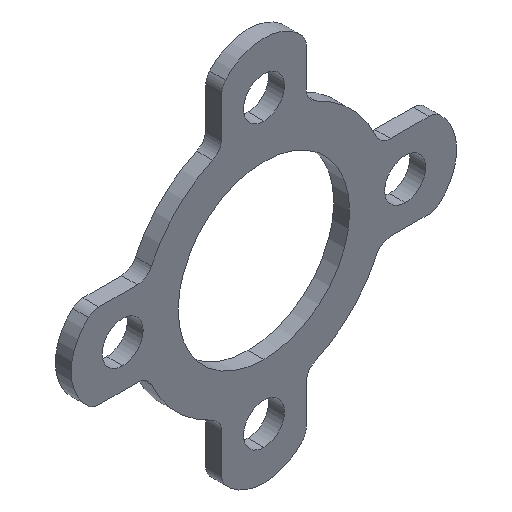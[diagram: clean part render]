
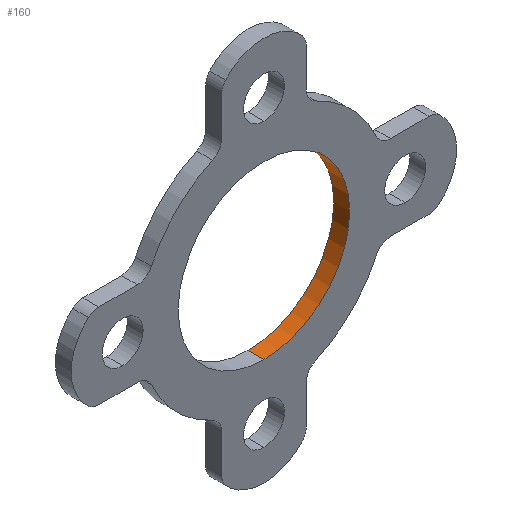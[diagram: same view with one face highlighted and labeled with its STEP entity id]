
A CAD part, isometric view. The second image highlights one B-rep face of the part: STEP entity #160.
In plain terms, the highlighted cylindrical face has radius 8.8 mm (diameter 17.6 mm), a partial arc.
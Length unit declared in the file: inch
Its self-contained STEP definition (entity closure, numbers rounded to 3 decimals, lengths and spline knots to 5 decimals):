
#50 = ORIENTED_EDGE ( 'NONE', *, *, #1065, .T. ) ;
#85 = CARTESIAN_POINT ( 'NONE',  ( 0., 0.0641, 0.34646 ) ) ;
#160 = ADVANCED_FACE ( 'NONE', ( #469 ), #749, .F. ) ;
#190 = CARTESIAN_POINT ( 'NONE',  ( 0., 0., 0. ) ) ;
#239 = AXIS2_PLACEMENT_3D ( 'NONE', #459, #471, #476 ) ;
#245 = VECTOR ( 'NONE', #786, 39.37008 ) ;
#254 = EDGE_CURVE ( 'NONE', #973, #1201, #1362, .T. ) ;
#274 = ORIENTED_EDGE ( 'NONE', *, *, #462, .T. ) ;
#275 = AXIS2_PLACEMENT_3D ( 'NONE', #190, #1190, #690 ) ;
#279 = EDGE_LOOP ( 'NONE', ( #297, #50, #274, #1489 ) ) ;
#297 = ORIENTED_EDGE ( 'NONE', *, *, #1377, .F. ) ;
#451 = VERTEX_POINT ( 'NONE', #85 ) ;
#459 = CARTESIAN_POINT ( 'NONE',  ( 0., 0.0641, 0. ) ) ;
#462 = EDGE_CURVE ( 'NONE', #1262, #1201, #1539, .T. ) ;
#469 = FACE_OUTER_BOUND ( 'NONE', #279, .T. ) ;
#471 = DIRECTION ( 'NONE',  ( 0., 1., 0. ) ) ;
#472 = DIRECTION ( 'NONE',  ( 0., -1., 0. ) ) ;
#476 = DIRECTION ( 'NONE',  ( 0., 0., 1. ) ) ;
#669 = CARTESIAN_POINT ( 'NONE',  ( 0., 0.0641, 0.34646 ) ) ;
#682 = CIRCLE ( 'NONE', #239, 0.34646 ) ;
#690 = DIRECTION ( 'NONE',  ( 0., 0., 1. ) ) ;
#749 = CYLINDRICAL_SURFACE ( 'NONE', #1187, 0.34646 ) ;
#786 = DIRECTION ( 'NONE',  ( 0., -1., 0. ) ) ;
#973 = VERTEX_POINT ( 'NONE', #1067 ) ;
#980 = CARTESIAN_POINT ( 'NONE',  ( 0., 0., -0.34646 ) ) ;
#1012 = DIRECTION ( 'NONE',  ( 0., 0., -1. ) ) ;
#1027 = CARTESIAN_POINT ( 'NONE',  ( 0., 0.0641, 0. ) ) ;
#1032 = DIRECTION ( 'NONE',  ( 0., -1., 0. ) ) ;
#1065 = EDGE_CURVE ( 'NONE', #451, #1262, #682, .T. ) ;
#1067 = CARTESIAN_POINT ( 'NONE',  ( 0., 0., 0.34646 ) ) ;
#1187 = AXIS2_PLACEMENT_3D ( 'NONE', #1027, #1032, #1012 ) ;
#1190 = DIRECTION ( 'NONE',  ( 0., 1., 0. ) ) ;
#1201 = VERTEX_POINT ( 'NONE', #980 ) ;
#1240 = VECTOR ( 'NONE', #472, 39.37008 ) ;
#1262 = VERTEX_POINT ( 'NONE', #1300 ) ;
#1300 = CARTESIAN_POINT ( 'NONE',  ( 0., 0.0641, -0.34646 ) ) ;
#1362 = CIRCLE ( 'NONE', #275, 0.34646 ) ;
#1377 = EDGE_CURVE ( 'NONE', #451, #973, #1571, .T. ) ;
#1442 = CARTESIAN_POINT ( 'NONE',  ( 0., 0.0641, -0.34646 ) ) ;
#1489 = ORIENTED_EDGE ( 'NONE', *, *, #254, .F. ) ;
#1539 = LINE ( 'NONE', #1442, #1240 ) ;
#1571 = LINE ( 'NONE', #669, #245 ) ;
